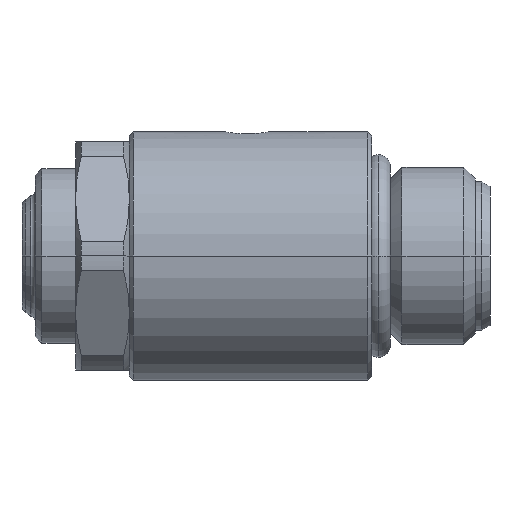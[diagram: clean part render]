
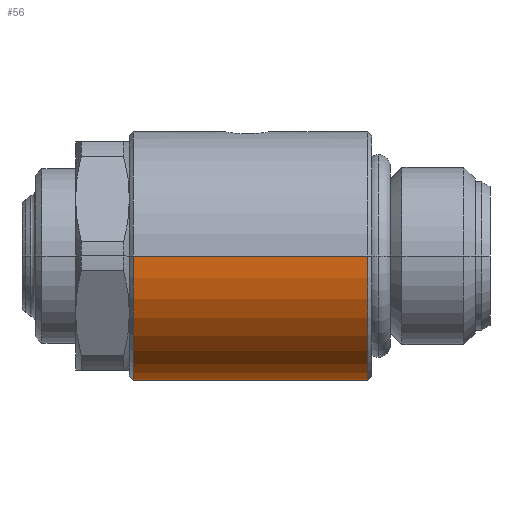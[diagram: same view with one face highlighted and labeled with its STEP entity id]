
A CAD part, left-side view. The second image highlights one B-rep face of the part: STEP entity #56.
In plain terms, the highlighted cylindrical face has radius 9.25 mm (diameter 18.5 mm), a partial arc.
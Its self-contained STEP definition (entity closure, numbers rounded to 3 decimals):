
#56=ADVANCED_FACE('',(#192),#193,.T.);
#192=FACE_OUTER_BOUND('',#460,.T.);
#193=CYLINDRICAL_SURFACE('',#461,9.25);
#460=EDGE_LOOP('',(#779,#780,#781,#782,#783,#784,#785,#786,#787));
#461=AXIS2_PLACEMENT_3D('',#788,#789,#790);
#779=ORIENTED_EDGE('',*,*,#1730,.F.);
#780=ORIENTED_EDGE('',*,*,#1731,.T.);
#781=ORIENTED_EDGE('',*,*,#1732,.F.);
#782=ORIENTED_EDGE('',*,*,#1727,.F.);
#783=ORIENTED_EDGE('',*,*,#1733,.F.);
#784=ORIENTED_EDGE('',*,*,#1734,.T.);
#785=ORIENTED_EDGE('',*,*,#1735,.T.);
#786=ORIENTED_EDGE('',*,*,#1736,.T.);
#787=ORIENTED_EDGE('',*,*,#1737,.T.);
#788=CARTESIAN_POINT('',(0.0,9.0,0.0));
#789=DIRECTION('',(-0.0,1.0,0.0));
#790=DIRECTION('',(1.0,0.0,0.0));
#1727=EDGE_CURVE('',#2082,#2085,#2086,.T.);
#1730=EDGE_CURVE('',#2090,#2091,#2092,.T.);
#1731=EDGE_CURVE('',#2090,#2093,#2094,.T.);
#1732=EDGE_CURVE('',#2085,#2093,#2095,.T.);
#1733=EDGE_CURVE('',#2096,#2082,#2097,.T.);
#1734=EDGE_CURVE('',#2096,#2098,#2099,.T.);
#1735=EDGE_CURVE('',#2098,#2100,#2101,.T.);
#1736=EDGE_CURVE('',#2100,#2102,#2103,.T.);
#1737=EDGE_CURVE('',#2102,#2091,#2104,.T.);
#2082=VERTEX_POINT('',#2631);
#2085=VERTEX_POINT('',#2635);
#2086=CIRCLE('',#2636,9.25);
#2090=VERTEX_POINT('',#2641);
#2091=VERTEX_POINT('',#2642);
#2092=LINE('',#2643,#2644);
#2093=VERTEX_POINT('',#2645);
#2094=CIRCLE('',#2646,9.25);
#2095=LINE('',#2647,#2648);
#2096=VERTEX_POINT('',#2649);
#2097=LINE('',#2650,#2651);
#2098=VERTEX_POINT('',#2652);
#2099=B_SPLINE_CURVE_WITH_KNOTS('',3,(#2653,#2654,#2655,#2656,#2657,#2658,#2659,#2660,#2661,#2662,#2663,#2664,#2665,#2666,#2667,#2668,#2669,#2670,#2671,#2672,#2673,#2674,#2675,#2676,#2677,#2678,#2679,#2680,#2681,#2682),.UNSPECIFIED.,.F.,.F.,(4,2,2,2,2,2,2,2,2,2,2,2,2,2,4),(16.404,17.371,18.337,19.304,20.267,21.23,22.193,23.156,24.119,25.082,26.045,27.008,27.974,28.941,29.908),.UNSPECIFIED.);
#2100=VERTEX_POINT('',#2683);
#2101=B_SPLINE_CURVE_WITH_KNOTS('',3,(#2684,#2685,#2686,#2687,#2688,#2689),.UNSPECIFIED.,.F.,.F.,(4,2,4),(28.569,29.336,30.167),.UNSPECIFIED.);
#2102=VERTEX_POINT('',#2690);
#2103=B_SPLINE_CURVE_WITH_KNOTS('',3,(#2691,#2692,#2693,#2694,#2695,#2696),.UNSPECIFIED.,.F.,.F.,(4,2,4),(30.167,30.998,31.766),.UNSPECIFIED.);
#2104=B_SPLINE_CURVE_WITH_KNOTS('',3,(#2697,#2698,#2699,#2700,#2701,#2702,#2703,#2704,#2705,#2706,#2707,#2708,#2709,#2710,#2711,#2712,#2713,#2714,#2715,#2716,#2717,#2718,#2719,#2720,#2721,#2722,#2723,#2724,#2725,#2726),.UNSPECIFIED.,.F.,.F.,(4,2,2,2,2,2,2,2,2,2,2,2,2,2,4),(0.967,1.933,2.9,3.867,4.83,5.793,6.756,7.719,8.682,9.645,10.607,11.57,12.537,13.504,14.471),.UNSPECIFIED.);
#2631=CARTESIAN_POINT('',(9.25,17.7,0.0));
#2635=CARTESIAN_POINT('',(-9.25,17.7,0.));
#2636=AXIS2_PLACEMENT_3D('',#3758,#3759,#3760);
#2641=CARTESIAN_POINT('',(9.25,0.3,0.0));
#2642=CARTESIAN_POINT('',(9.25,4.25,0.));
#2643=CARTESIAN_POINT('',(9.25,9.0,0.));
#2644=VECTOR('',#3765,1.0);
#2645=CARTESIAN_POINT('',(-9.25,0.3,0.));
#2646=AXIS2_PLACEMENT_3D('',#3766,#3767,#3768);
#2647=CARTESIAN_POINT('',(-9.25,9.0,0.));
#2648=VECTOR('',#3769,1.0);
#2649=CARTESIAN_POINT('',(9.25,14.25,0.));
#2650=CARTESIAN_POINT('',(9.25,9.0,0.));
#2651=VECTOR('',#3770,1.0);
#2652=CARTESIAN_POINT('',(7.95,10.875,-4.729));
#2653=CARTESIAN_POINT('',(7.843,10.228,4.903));
#2654=CARTESIAN_POINT('',(7.884,10.554,4.838));
#2655=CARTESIAN_POINT('',(7.945,10.876,4.74));
#2656=CARTESIAN_POINT('',(8.092,11.489,4.483));
#2657=CARTESIAN_POINT('',(8.179,11.781,4.324));
#2658=CARTESIAN_POINT('',(8.362,12.32,3.96));
#2659=CARTESIAN_POINT('',(8.457,12.567,3.754));
#2660=CARTESIAN_POINT('',(8.638,13.003,3.318));
#2661=CARTESIAN_POINT('',(8.73,13.209,3.071));
#2662=CARTESIAN_POINT('',(8.901,13.574,2.532));
#2663=CARTESIAN_POINT('',(8.98,13.733,2.239));
#2664=CARTESIAN_POINT('',(9.112,13.99,1.625));
#2665=CARTESIAN_POINT('',(9.164,14.089,1.303));
#2666=CARTESIAN_POINT('',(9.233,14.219,0.651));
#2667=CARTESIAN_POINT('',(9.25,14.25,0.321));
#2668=CARTESIAN_POINT('',(9.25,14.25,-0.321));
#2669=CARTESIAN_POINT('',(9.233,14.219,-0.651));
#2670=CARTESIAN_POINT('',(9.164,14.089,-1.303));
#2671=CARTESIAN_POINT('',(9.112,13.99,-1.625));
#2672=CARTESIAN_POINT('',(8.98,13.733,-2.239));
#2673=CARTESIAN_POINT('',(8.901,13.574,-2.532));
#2674=CARTESIAN_POINT('',(8.73,13.209,-3.071));
#2675=CARTESIAN_POINT('',(8.638,13.003,-3.318));
#2676=CARTESIAN_POINT('',(8.457,12.567,-3.754));
#2677=CARTESIAN_POINT('',(8.362,12.32,-3.96));
#2678=CARTESIAN_POINT('',(8.179,11.781,-4.324));
#2679=CARTESIAN_POINT('',(8.092,11.489,-4.483));
#2680=CARTESIAN_POINT('',(7.945,10.876,-4.74));
#2681=CARTESIAN_POINT('',(7.884,10.554,-4.838));
#2682=CARTESIAN_POINT('',(7.843,10.228,-4.903));
#2683=CARTESIAN_POINT('',(7.784,9.25,-4.997));
#2684=CARTESIAN_POINT('',(7.95,10.875,-4.729));
#2685=CARTESIAN_POINT('',(7.898,10.622,-4.815));
#2686=CARTESIAN_POINT('',(7.857,10.361,-4.882));
#2687=CARTESIAN_POINT('',(7.799,9.813,-4.974));
#2688=CARTESIAN_POINT('',(7.784,9.527,-4.997));
#2689=CARTESIAN_POINT('',(7.784,9.25,-4.997));
#2690=CARTESIAN_POINT('',(7.95,7.625,-4.729));
#2691=CARTESIAN_POINT('',(7.784,9.25,-4.997));
#2692=CARTESIAN_POINT('',(7.784,8.973,-4.997));
#2693=CARTESIAN_POINT('',(7.799,8.687,-4.974));
#2694=CARTESIAN_POINT('',(7.857,8.139,-4.882));
#2695=CARTESIAN_POINT('',(7.898,7.878,-4.815));
#2696=CARTESIAN_POINT('',(7.95,7.625,-4.729));
#2697=CARTESIAN_POINT('',(7.843,8.272,-4.903));
#2698=CARTESIAN_POINT('',(7.884,7.946,-4.838));
#2699=CARTESIAN_POINT('',(7.945,7.624,-4.74));
#2700=CARTESIAN_POINT('',(8.092,7.011,-4.483));
#2701=CARTESIAN_POINT('',(8.179,6.719,-4.324));
#2702=CARTESIAN_POINT('',(8.362,6.18,-3.96));
#2703=CARTESIAN_POINT('',(8.457,5.933,-3.754));
#2704=CARTESIAN_POINT('',(8.638,5.497,-3.318));
#2705=CARTESIAN_POINT('',(8.73,5.291,-3.071));
#2706=CARTESIAN_POINT('',(8.901,4.926,-2.532));
#2707=CARTESIAN_POINT('',(8.98,4.767,-2.239));
#2708=CARTESIAN_POINT('',(9.112,4.51,-1.625));
#2709=CARTESIAN_POINT('',(9.164,4.411,-1.303));
#2710=CARTESIAN_POINT('',(9.233,4.281,-0.651));
#2711=CARTESIAN_POINT('',(9.25,4.25,-0.321));
#2712=CARTESIAN_POINT('',(9.25,4.25,0.321));
#2713=CARTESIAN_POINT('',(9.233,4.281,0.651));
#2714=CARTESIAN_POINT('',(9.164,4.411,1.303));
#2715=CARTESIAN_POINT('',(9.112,4.51,1.625));
#2716=CARTESIAN_POINT('',(8.98,4.767,2.239));
#2717=CARTESIAN_POINT('',(8.901,4.926,2.532));
#2718=CARTESIAN_POINT('',(8.73,5.291,3.071));
#2719=CARTESIAN_POINT('',(8.638,5.497,3.318));
#2720=CARTESIAN_POINT('',(8.457,5.933,3.754));
#2721=CARTESIAN_POINT('',(8.362,6.18,3.96));
#2722=CARTESIAN_POINT('',(8.179,6.719,4.324));
#2723=CARTESIAN_POINT('',(8.092,7.011,4.483));
#2724=CARTESIAN_POINT('',(7.945,7.624,4.74));
#2725=CARTESIAN_POINT('',(7.884,7.946,4.838));
#2726=CARTESIAN_POINT('',(7.843,8.272,4.903));
#3758=CARTESIAN_POINT('',(0.0,17.7,0.0));
#3759=DIRECTION('',(-0.0,1.0,0.0));
#3760=DIRECTION('',(1.0,0.0,0.0));
#3765=DIRECTION('',(0.0,1.0,0.0));
#3766=CARTESIAN_POINT('',(0.0,0.3,0.0));
#3767=DIRECTION('',(-0.0,1.0,0.0));
#3768=DIRECTION('',(1.0,0.0,0.0));
#3769=DIRECTION('',(-0.0,-1.0,-0.0));
#3770=DIRECTION('',(0.0,1.0,0.0));
